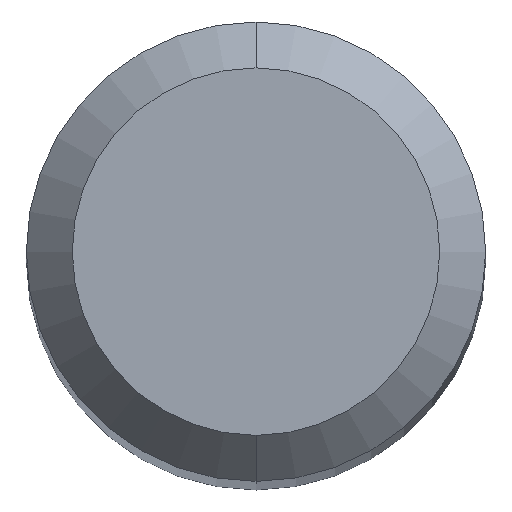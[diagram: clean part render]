
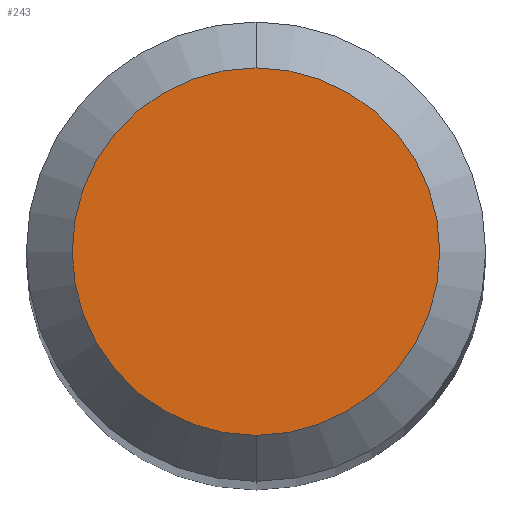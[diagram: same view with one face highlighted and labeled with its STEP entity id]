
A CAD part, top view. The second image highlights one B-rep face of the part: STEP entity #243.
In plain terms, the highlighted planar face has unit normal (0, 0, 1).
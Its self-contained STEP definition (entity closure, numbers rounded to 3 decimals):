
#243=ADVANCED_FACE('',(#558),#559,.T.);
#283=VERTEX_POINT('',#605);
#295=EDGE_CURVE('',#283,#401,#619,.T.);
#401=VERTEX_POINT('',#733);
#419=EDGE_CURVE('',#401,#283,#753,.T.);
#558=FACE_OUTER_BOUND('',#979,.T.);
#559=PLANE('',#980);
#605=CARTESIAN_POINT('',(0.,-1.2,0.0));
#619=CIRCLE('',#1094,1.2);
#733=CARTESIAN_POINT('',(0.0,1.2,0.0));
#753=CIRCLE('',#1373,1.2);
#979=EDGE_LOOP('',(#1537,#1538));
#980=AXIS2_PLACEMENT_3D('',#1539,#1540,#1541);
#1094=AXIS2_PLACEMENT_3D('',#1636,#1637,#1638);
#1373=AXIS2_PLACEMENT_3D('',#1753,#1754,#1755);
#1537=ORIENTED_EDGE('',*,*,#419,.F.);
#1538=ORIENTED_EDGE('',*,*,#295,.F.);
#1539=CARTESIAN_POINT('',(0.0,0.6,0.0));
#1540=DIRECTION('',(-0.0,0.0,1.0));
#1541=DIRECTION('',(0.0,-1.0,0.0));
#1636=CARTESIAN_POINT('',(0.0,0.0,0.0));
#1637=DIRECTION('',(0.0,0.0,-1.0));
#1638=DIRECTION('',(0.0,1.0,0.0));
#1753=CARTESIAN_POINT('',(0.0,0.0,0.0));
#1754=DIRECTION('',(0.0,0.0,-1.0));
#1755=DIRECTION('',(0.0,1.0,0.0));
